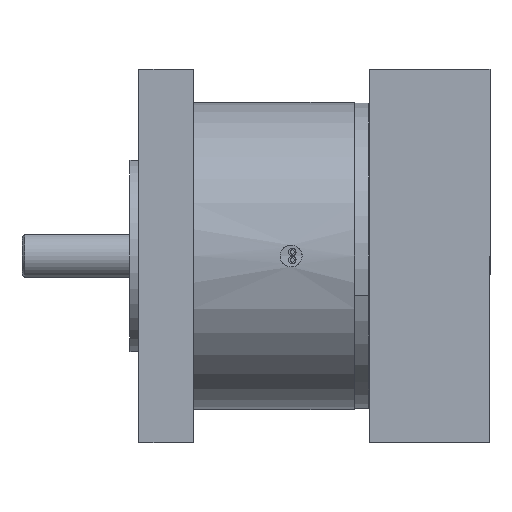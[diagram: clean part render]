
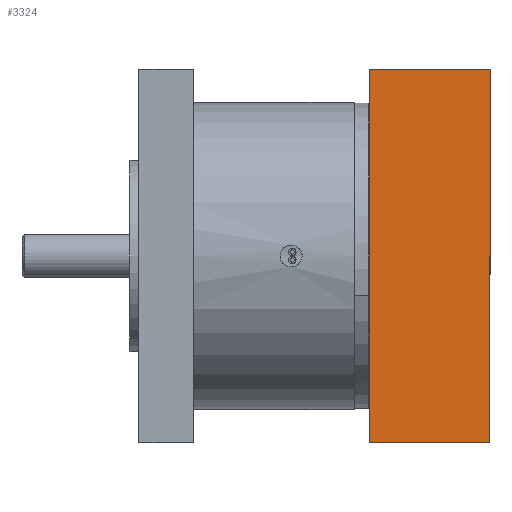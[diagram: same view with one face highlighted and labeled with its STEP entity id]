
A CAD part, front view. The second image highlights one B-rep face of the part: STEP entity #3324.
In plain terms, the highlighted planar face has unit normal (0, -1, 0).
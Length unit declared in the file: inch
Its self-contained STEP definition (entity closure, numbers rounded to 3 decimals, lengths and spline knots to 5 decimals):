
#132 = VERTEX_POINT ( 'NONE', #497 ) ;
#133 = VERTEX_POINT ( 'NONE', #498 ) ;
#134 = VERTEX_POINT ( 'NONE', #499 ) ;
#149 = VERTEX_POINT ( 'NONE', #514 ) ;
#322 = EDGE_LOOP ( 'NONE', ( #2432, #2431, #2440, #2433 ) ) ;
#497 = CARTESIAN_POINT ( 'NONE',  ( -0.59124, 6.56667, 3.47915 ) ) ;
#498 = CARTESIAN_POINT ( 'NONE',  ( -1.96624, 6.56667, -0.77085 ) ) ;
#499 = CARTESIAN_POINT ( 'NONE',  ( -0.59124, 6.56667, -0.77085 ) ) ;
#514 = CARTESIAN_POINT ( 'NONE',  ( -1.96624, 6.56667, 3.47915 ) ) ;
#2431 = ORIENTED_EDGE ( 'NONE', *, *, #3630, .F. ) ;
#2432 = ORIENTED_EDGE ( 'NONE', *, *, #3633, .F. ) ;
#2433 = ORIENTED_EDGE ( 'NONE', *, *, #3607, .T. ) ;
#2440 = ORIENTED_EDGE ( 'NONE', *, *, #3634, .T. ) ;
#3324 = ADVANCED_FACE ( 'NONE', ( #5589 ), #4381, .F. ) ;
#3607 = EDGE_CURVE ( 'NONE', #149, #133, #7571, .T. ) ;
#3630 = EDGE_CURVE ( 'NONE', #132, #134, #5313, .T. ) ;
#3633 = EDGE_CURVE ( 'NONE', #134, #133, #5271, .T. ) ;
#3634 = EDGE_CURVE ( 'NONE', #132, #149, #5266, .T. ) ;
#4381 = PLANE ( 'NONE',  #5594 ) ;
#4445 = CARTESIAN_POINT ( 'NONE',  ( -0.59124, 6.56667, 3.47915 ) ) ;
#4446 = DIRECTION ( 'NONE',  ( 1., 0., 0. ) ) ;
#4448 = DIRECTION ( 'NONE',  ( 0., 1., 0. ) ) ;
#4848 = VECTOR ( 'NONE', #7556, 39.37008 ) ;
#4868 = VECTOR ( 'NONE', #5315, 39.37008 ) ;
#4871 = VECTOR ( 'NONE', #5295, 39.37008 ) ;
#4872 = VECTOR ( 'NONE', #5268, 39.37008 ) ;
#5266 = LINE ( 'NONE', #5267, #4872 ) ;
#5267 = CARTESIAN_POINT ( 'NONE',  ( -0.59124, 6.56667, 3.47915 ) ) ;
#5268 = DIRECTION ( 'NONE',  ( -1., 0., 0. ) ) ;
#5271 = LINE ( 'NONE', #5297, #4871 ) ;
#5295 = DIRECTION ( 'NONE',  ( -1., 0., 0. ) ) ;
#5297 = CARTESIAN_POINT ( 'NONE',  ( -0.59124, 6.56667, -0.77085 ) ) ;
#5313 = LINE ( 'NONE', #5316, #4868 ) ;
#5315 = DIRECTION ( 'NONE',  ( 0., 0., -1. ) ) ;
#5316 = CARTESIAN_POINT ( 'NONE',  ( -0.59124, 6.56667, 3.47915 ) ) ;
#5589 = FACE_OUTER_BOUND ( 'NONE', #322, .T. ) ;
#5594 = AXIS2_PLACEMENT_3D ( 'NONE', #4445, #4448, #4446 ) ;
#7556 = DIRECTION ( 'NONE',  ( 0., 0., -1. ) ) ;
#7571 = LINE ( 'NONE', #7601, #4848 ) ;
#7601 = CARTESIAN_POINT ( 'NONE',  ( -1.96624, 6.56667, 3.47915 ) ) ;
